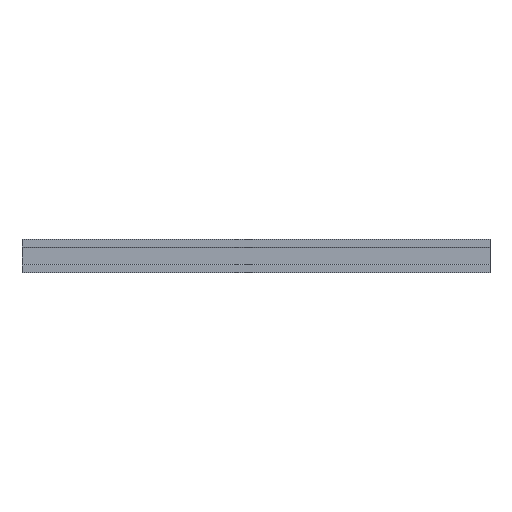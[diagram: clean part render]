
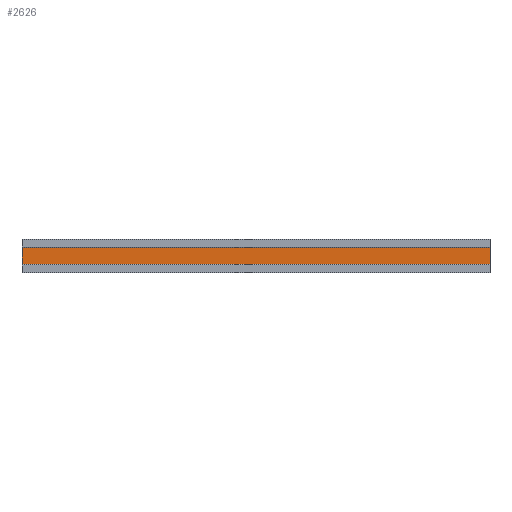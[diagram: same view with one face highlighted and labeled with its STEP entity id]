
A CAD part, top view. The second image highlights one B-rep face of the part: STEP entity #2626.
In plain terms, the highlighted planar face has unit normal (0, 0, 1).
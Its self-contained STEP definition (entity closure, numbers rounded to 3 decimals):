
#337=FACE_OUTER_BOUND('',#499,.T.);
#499=EDGE_LOOP('',(#2222,#2223,#2224,#2225));
#745=LINE('',#4307,#993);
#746=LINE('',#4310,#994);
#747=LINE('',#4312,#995);
#748=LINE('',#4313,#996);
#993=VECTOR('',#3577,10.);
#994=VECTOR('',#3580,10.);
#995=VECTOR('',#3581,10.);
#996=VECTOR('',#3582,10.);
#1236=VERTEX_POINT('',#4303);
#1237=VERTEX_POINT('',#4305);
#1238=VERTEX_POINT('',#4309);
#1239=VERTEX_POINT('',#4311);
#1589=EDGE_CURVE('',#1236,#1237,#745,.T.);
#1590=EDGE_CURVE('',#1238,#1236,#746,.T.);
#1591=EDGE_CURVE('',#1239,#1237,#747,.T.);
#1592=EDGE_CURVE('',#1238,#1239,#748,.T.);
#2222=ORIENTED_EDGE('',*,*,#1590,.T.);
#2223=ORIENTED_EDGE('',*,*,#1589,.T.);
#2224=ORIENTED_EDGE('',*,*,#1591,.F.);
#2225=ORIENTED_EDGE('',*,*,#1592,.F.);
#2383=PLANE('',#2879);
#2626=ADVANCED_FACE('',(#337),#2383,.T.);
#2879=AXIS2_PLACEMENT_3D('',#4308,#3578,#3579);
#3577=DIRECTION('',(1.,0.,0.));
#3578=DIRECTION('center_axis',(0.,0.,1.));
#3579=DIRECTION('ref_axis',(0.,-1.,0.));
#3580=DIRECTION('',(0.,-1.,0.));
#3581=DIRECTION('',(0.,-1.,0.));
#3582=DIRECTION('',(1.,0.,0.));
#4303=CARTESIAN_POINT('',(0.,-17.312,19.65));
#4305=CARTESIAN_POINT('',(1000.,-17.312,19.65));
#4307=CARTESIAN_POINT('',(0.,-17.312,19.65));
#4308=CARTESIAN_POINT('Origin',(0.,17.312,19.65));
#4309=CARTESIAN_POINT('',(0.,17.312,19.65));
#4310=CARTESIAN_POINT('',(0.,17.312,19.65));
#4311=CARTESIAN_POINT('',(1000.,17.312,19.65));
#4312=CARTESIAN_POINT('',(1000.,17.312,19.65));
#4313=CARTESIAN_POINT('',(0.,17.312,19.65));
